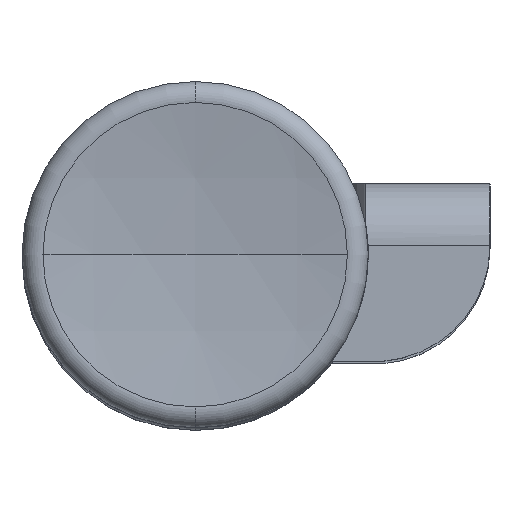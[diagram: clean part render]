
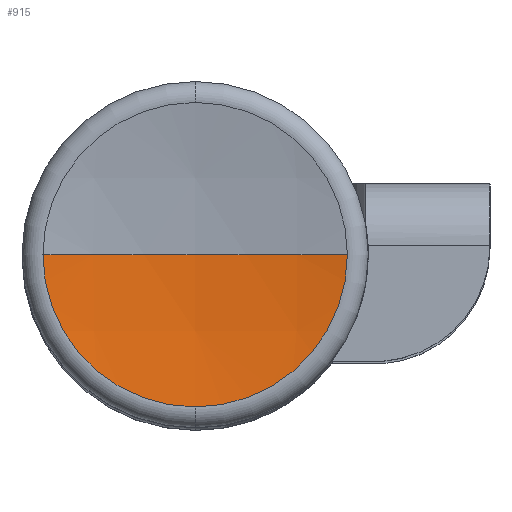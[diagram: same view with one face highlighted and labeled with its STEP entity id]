
A CAD part, top view. The second image highlights one B-rep face of the part: STEP entity #915.
In plain terms, the highlighted spherical face has radius 48.031 mm.
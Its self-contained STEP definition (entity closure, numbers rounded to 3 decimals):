
#39 = EDGE_CURVE ( 'NONE', #1265, #544, #172, .T. ) ;
#47 = AXIS2_PLACEMENT_3D ( 'NONE', #1248, #1232, #743 ) ;
#67 = CIRCLE ( 'NONE', #1355, 48.031 ) ;
#140 = DIRECTION ( 'NONE',  ( 0., 1., 0. ) ) ;
#170 = CARTESIAN_POINT ( 'NONE',  ( -13.6, -2., 90.531 ) ) ;
#172 = CIRCLE ( 'NONE', #1347, 8.572 ) ;
#186 = DIRECTION ( 'NONE',  ( 0., -1., 0. ) ) ;
#263 = AXIS2_PLACEMENT_3D ( 'NONE', #589, #1175, #854 ) ;
#293 = DIRECTION ( 'NONE',  ( 0., 0., 1. ) ) ;
#298 = DIRECTION ( 'NONE',  ( -1., 0., 0. ) ) ;
#345 = AXIS2_PLACEMENT_3D ( 'NONE', #170, #186, #298 ) ;
#380 = CARTESIAN_POINT ( 'NONE',  ( -13.6, -2., 43.271 ) ) ;
#435 = ORIENTED_EDGE ( 'NONE', *, *, #1110, .T. ) ;
#544 = VERTEX_POINT ( 'NONE', #691 ) ;
#589 = CARTESIAN_POINT ( 'NONE',  ( -13.6, -2., 90.531 ) ) ;
#691 = CARTESIAN_POINT ( 'NONE',  ( -5.028, -2., 43.271 ) ) ;
#743 = DIRECTION ( 'NONE',  ( 0., -1., 0. ) ) ;
#764 = ORIENTED_EDGE ( 'NONE', *, *, #1397, .T. ) ;
#823 = CARTESIAN_POINT ( 'NONE',  ( -13.6, -2., 42.5 ) ) ;
#834 = CARTESIAN_POINT ( 'NONE',  ( -13.6, -10.572, 43.271 ) ) ;
#854 = DIRECTION ( 'NONE',  ( 1., 0., 0. ) ) ;
#867 = DIRECTION ( 'NONE',  ( 0., -1., 0. ) ) ;
#897 = EDGE_LOOP ( 'NONE', ( #1025, #764, #435, #1503 ) ) ;
#915 = ADVANCED_FACE ( 'NONE', ( #1168 ), #1398, .F. ) ;
#946 = CIRCLE ( 'NONE', #263, 48.031 ) ;
#953 = EDGE_CURVE ( 'NONE', #1536, #544, #946, .T. ) ;
#971 = CARTESIAN_POINT ( 'NONE',  ( -22.172, -2., 43.271 ) ) ;
#1025 = ORIENTED_EDGE ( 'NONE', *, *, #953, .F. ) ;
#1046 = CIRCLE ( 'NONE', #47, 8.572 ) ;
#1074 = DIRECTION ( 'NONE',  ( 0., 0., 1. ) ) ;
#1110 = EDGE_CURVE ( 'NONE', #1318, #1265, #1046, .T. ) ;
#1168 = FACE_OUTER_BOUND ( 'NONE', #897, .T. ) ;
#1175 = DIRECTION ( 'NONE',  ( 0., -1., 0. ) ) ;
#1232 = DIRECTION ( 'NONE',  ( 0., 0., 1. ) ) ;
#1248 = CARTESIAN_POINT ( 'NONE',  ( -13.6, -2., 43.271 ) ) ;
#1265 = VERTEX_POINT ( 'NONE', #834 ) ;
#1318 = VERTEX_POINT ( 'NONE', #971 ) ;
#1347 = AXIS2_PLACEMENT_3D ( 'NONE', #380, #1074, #867 ) ;
#1355 = AXIS2_PLACEMENT_3D ( 'NONE', #1385, #140, #293 ) ;
#1385 = CARTESIAN_POINT ( 'NONE',  ( -13.6, -2., 90.531 ) ) ;
#1397 = EDGE_CURVE ( 'NONE', #1536, #1318, #67, .T. ) ;
#1398 = SPHERICAL_SURFACE ( 'NONE', #345, 48.031 ) ;
#1503 = ORIENTED_EDGE ( 'NONE', *, *, #39, .T. ) ;
#1536 = VERTEX_POINT ( 'NONE', #823 ) ;
